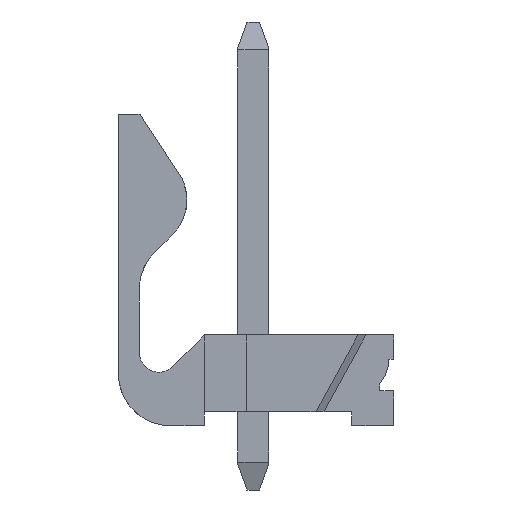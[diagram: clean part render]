
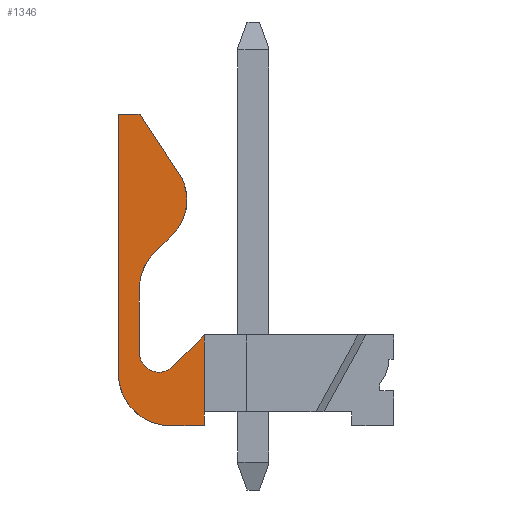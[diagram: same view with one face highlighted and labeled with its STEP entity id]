
A CAD part, left-side view. The second image highlights one B-rep face of the part: STEP entity #1346.
In plain terms, the highlighted free-form (B-spline) face has degree [1, 1] with [2, 2] control points.
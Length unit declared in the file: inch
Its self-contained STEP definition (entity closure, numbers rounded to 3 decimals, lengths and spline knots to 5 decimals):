
#1 = CARTESIAN_POINT ( 'NONE',  ( -0.078, 0.193, 0.075 ) ) ;
#39 = CARTESIAN_POINT ( 'NONE',  ( -0.078, 0.118, 0. ) ) ;
#67 = CARTESIAN_POINT ( 'NONE',  ( -0.078, 0.07, 0. ) ) ;
#75 = B_SPLINE_CURVE_WITH_KNOTS ( 'NONE', 1,
 ( #127, #2607 ),
 .UNSPECIFIED., .F., .F.,
 ( 2, 2 ),
 ( 0., 1. ),
 .UNSPECIFIED. ) ;
#87 = ORIENTED_EDGE ( 'NONE', *, *, #1179, .F. ) ;
#110 = CARTESIAN_POINT ( 'NONE',  ( -0.078, 0.163, 0.1046 ) ) ;
#127 = CARTESIAN_POINT ( 'NONE',  ( -0.078, 0.193, 0.446 ) ) ;
#152 =( BOUNDED_CURVE ( )  B_SPLINE_CURVE ( 3, ( #1372, #1133, #1859, #406 ),
 .UNSPECIFIED., .F., .F. ) 
 B_SPLINE_CURVE_WITH_KNOTS ( ( 4, 4 ),
 ( -0.78991, 0. ),
 .UNSPECIFIED. ) 
 CURVE ( )  GEOMETRIC_REPRESENTATION_ITEM ( )  RATIONAL_B_SPLINE_CURVE ( ( 1., 0.949, 0.949, 1. ) ) 
 REPRESENTATION_ITEM ( '' )  );
#205 = CARTESIAN_POINT ( 'NONE',  ( -0.078, 0.10648, 0.36141 ) ) ;
#236 = CARTESIAN_POINT ( 'NONE',  ( -0.078, 0.162, 0.446 ) ) ;
#257 = B_SPLINE_CURVE_WITH_KNOTS ( 'NONE', 3,
 ( #2139, #1191, #914, #3153, #3160, #205 ),
 .UNSPECIFIED., .F., .F.,
 ( 4, 2, 4 ),
 ( 0., 0.68537, 1.37074 ),
 .UNSPECIFIED. ) ;
#333 = VERTEX_POINT ( 'NONE', #918 ) ;
#336 = CARTESIAN_POINT ( 'NONE',  ( -0.078, 0.193, 0.075 ) ) ;
#372 = CARTESIAN_POINT ( 'NONE',  ( -0.078, 0.193, 0.03107 ) ) ;
#381 = CARTESIAN_POINT ( 'NONE',  ( -0.078, 0.163, 0.196 ) ) ;
#401 = B_SPLINE_CURVE_WITH_KNOTS ( 'NONE', 1,
 ( #938, #1951 ),
 .UNSPECIFIED., .F., .F.,
 ( 2, 2 ),
 ( 0., 1. ),
 .UNSPECIFIED. ) ;
#406 = CARTESIAN_POINT ( 'NONE',  ( -0.078, 0.163, 0.196 ) ) ;
#444 = VERTEX_POINT ( 'NONE', #2465 ) ;
#784 = EDGE_CURVE ( 'NONE', #2441, #2000, #2903, .T. ) ;
#800 = VERTEX_POINT ( 'NONE', #3117 ) ;
#856 = CARTESIAN_POINT ( 'NONE',  ( -0.078, 0.16193, 0. ) ) ;
#914 = CARTESIAN_POINT ( 'NONE',  ( -0.078, 0.09706, 0.29975 ) ) ;
#918 = CARTESIAN_POINT ( 'NONE',  ( -0.078, 0.07, 0.13 ) ) ;
#929 = VERTEX_POINT ( 'NONE', #2906 ) ;
#932 = B_SPLINE_CURVE_WITH_KNOTS ( 'NONE', 1,
 ( #2285, #1265 ),
 .UNSPECIFIED., .F., .F.,
 ( 2, 2 ),
 ( 0., 1. ),
 .UNSPECIFIED. ) ;
#938 = CARTESIAN_POINT ( 'NONE',  ( -0.078, 0.162, 0.446 ) ) ;
#945 = EDGE_CURVE ( 'NONE', #444, #800, #257, .T. ) ;
#949 = ORIENTED_EDGE ( 'NONE', *, *, #2870, .F. ) ;
#1029 = CARTESIAN_POINT ( 'NONE',  ( -0.078, 0.163, 0.196 ) ) ;
#1035 = ORIENTED_EDGE ( 'NONE', *, *, #2122, .F. ) ;
#1038 = CARTESIAN_POINT ( 'NONE',  ( -0.078, 0.07, 0.02 ) ) ;
#1055 = CARTESIAN_POINT ( 'NONE',  ( -0.078, 0.1152, 0.0848 ) ) ;
#1071 = VERTEX_POINT ( 'NONE', #2206 ) ;
#1084 = B_SPLINE_CURVE_WITH_KNOTS ( 'NONE', 1,
 ( #2219, #1816 ),
 .UNSPECIFIED., .F., .F.,
 ( 2, 2 ),
 ( 0., 1. ),
 .UNSPECIFIED. ) ;
#1133 = CARTESIAN_POINT ( 'NONE',  ( -0.078, 0.15541, 0.23396 ) ) ;
#1144 = CARTESIAN_POINT ( 'NONE',  ( -0.078, 0.193, 0.446 ) ) ;
#1148 = EDGE_CURVE ( 'NONE', #2117, #2114, #2144, .T. ) ;
#1179 = EDGE_CURVE ( 'NONE', #444, #929, #932, .T. ) ;
#1191 = CARTESIAN_POINT ( 'NONE',  ( -0.078, 0.10434, 0.28456 ) ) ;
#1200 = ORIENTED_EDGE ( 'NONE', *, *, #2755, .F. ) ;
#1212 = B_SPLINE_CURVE_WITH_KNOTS ( 'NONE', 1,
 ( #1055, #2052 ),
 .UNSPECIFIED., .F., .F.,
 ( 2, 2 ),
 ( 0., 1. ),
 .UNSPECIFIED. ) ;
#1265 = CARTESIAN_POINT ( 'NONE',  ( -0.078, 0.14139, 0.24785 ) ) ;
#1309 = CARTESIAN_POINT ( 'NONE',  ( -0.078, 0.1152, 0.0848 ) ) ;
#1346 = ADVANCED_FACE ( 'NONE', ( #1468 ), #1971, .F. ) ;
#1372 = CARTESIAN_POINT ( 'NONE',  ( -0.078, 0.14139, 0.24785 ) ) ;
#1425 = CARTESIAN_POINT ( 'NONE',  ( -0.078, 0.193, 0.446 ) ) ;
#1448 = VERTEX_POINT ( 'NONE', #3129 ) ;
#1468 = FACE_OUTER_BOUND ( 'NONE', #2997, .T. ) ;
#1485 = VERTEX_POINT ( 'NONE', #2383 ) ;
#1506 = ORIENTED_EDGE ( 'NONE', *, *, #3006, .F. ) ;
#1543 = ORIENTED_EDGE ( 'NONE', *, *, #945, .T. ) ;
#1571 = CARTESIAN_POINT ( 'NONE',  ( -0.078, 0.07, 0.02 ) ) ;
#1592 = CARTESIAN_POINT ( 'NONE',  ( -0.078, 0.118, 0. ) ) ;
#1597 = CARTESIAN_POINT ( 'NONE',  ( -0.078, 0.07, 0.13 ) ) ;
#1652 = ORIENTED_EDGE ( 'NONE', *, *, #1907, .F. ) ;
#1666 = ORIENTED_EDGE ( 'NONE', *, *, #784, .F. ) ;
#1673 = B_SPLINE_CURVE_WITH_KNOTS ( 'NONE', 1,
 ( #1038, #67 ),
 .UNSPECIFIED., .F., .F.,
 ( 2, 2 ),
 ( 0., 1. ),
 .UNSPECIFIED. ) ;
#1736 = CARTESIAN_POINT ( 'NONE',  ( -0.078, 0.163, 0.1046 ) ) ;
#1767 = ORIENTED_EDGE ( 'NONE', *, *, #2564, .F. ) ;
#1816 = CARTESIAN_POINT ( 'NONE',  ( -0.078, 0.193, 0.446 ) ) ;
#1859 = CARTESIAN_POINT ( 'NONE',  ( -0.078, 0.163, 0.21574 ) ) ;
#1876 = CARTESIAN_POINT ( 'NONE',  ( -0.078, 0.163, 0.07529 ) ) ;
#1881 = CARTESIAN_POINT ( 'NONE',  ( -0.078, 0.193, 0. ) ) ;
#1906 = B_SPLINE_CURVE_WITH_KNOTS ( 'NONE', 1,
 ( #2678, #39 ),
 .UNSPECIFIED., .F., .F.,
 ( 2, 2 ),
 ( 0., 1. ),
 .UNSPECIFIED. ) ;
#1907 = EDGE_CURVE ( 'NONE', #2710, #800, #401, .T. ) ;
#1951 = CARTESIAN_POINT ( 'NONE',  ( -0.078, 0.10648, 0.36141 ) ) ;
#1971 = B_SPLINE_SURFACE_WITH_KNOTS ( 'NONE', 1, 1, ( 
 ( #1881, #2097 ),
 ( #1144, #2137 ) ),
 .UNSPECIFIED., .F., .F., .F.,
 ( 2, 2 ),
 ( 2, 2 ),
 ( 0., 1. ),
 ( 0., 1. ),
 .UNSPECIFIED. ) ;
#1976 =( BOUNDED_CURVE ( )  B_SPLINE_CURVE ( 3, ( #110, #1876, #2392, #1309 ),
 .UNSPECIFIED., .F., .F. ) 
 B_SPLINE_CURVE_WITH_KNOTS ( ( 4, 4 ),
 ( -2.35619, 0. ),
 .UNSPECIFIED. ) 
 CURVE ( )  GEOMETRIC_REPRESENTATION_ITEM ( )  RATIONAL_B_SPLINE_CURVE ( ( 1., 0.588, 0.588, 1. ) ) 
 REPRESENTATION_ITEM ( '' )  );
#1984 = ORIENTED_EDGE ( 'NONE', *, *, #1148, .F. ) ;
#2000 = VERTEX_POINT ( 'NONE', #1 ) ;
#2036 = CARTESIAN_POINT ( 'NONE',  ( -0.078, 0.163, 0.1046 ) ) ;
#2040 = CARTESIAN_POINT ( 'NONE',  ( -0.078, 0.118, 0. ) ) ;
#2052 = CARTESIAN_POINT ( 'NONE',  ( -0.078, 0.07, 0.13 ) ) ;
#2097 = CARTESIAN_POINT ( 'NONE',  ( -0.078, 0.07, 0. ) ) ;
#2114 = VERTEX_POINT ( 'NONE', #1736 ) ;
#2117 = VERTEX_POINT ( 'NONE', #381 ) ;
#2122 = EDGE_CURVE ( 'NONE', #2000, #2666, #1084, .T. ) ;
#2137 = CARTESIAN_POINT ( 'NONE',  ( -0.078, 0.07, 0.446 ) ) ;
#2139 = CARTESIAN_POINT ( 'NONE',  ( -0.078, 0.11573, 0.27328 ) ) ;
#2144 = B_SPLINE_CURVE_WITH_KNOTS ( 'NONE', 1,
 ( #1029, #2036 ),
 .UNSPECIFIED., .F., .F.,
 ( 2, 2 ),
 ( 0., 1. ),
 .UNSPECIFIED. ) ;
#2206 = CARTESIAN_POINT ( 'NONE',  ( -0.078, 0.07, 0.02 ) ) ;
#2219 = CARTESIAN_POINT ( 'NONE',  ( -0.078, 0.193, 0.075 ) ) ;
#2235 = EDGE_CURVE ( 'NONE', #333, #1071, #2502, .T. ) ;
#2285 = CARTESIAN_POINT ( 'NONE',  ( -0.078, 0.11573, 0.27328 ) ) ;
#2309 = ORIENTED_EDGE ( 'NONE', *, *, #2776, .F. ) ;
#2349 = EDGE_CURVE ( 'NONE', #2114, #1448, #1976, .T. ) ;
#2383 = CARTESIAN_POINT ( 'NONE',  ( -0.078, 0.07, 0. ) ) ;
#2392 = CARTESIAN_POINT ( 'NONE',  ( -0.078, 0.13592, 0.06408 ) ) ;
#2441 = VERTEX_POINT ( 'NONE', #2040 ) ;
#2465 = CARTESIAN_POINT ( 'NONE',  ( -0.078, 0.11573, 0.27328 ) ) ;
#2478 = ORIENTED_EDGE ( 'NONE', *, *, #2349, .F. ) ;
#2502 = B_SPLINE_CURVE_WITH_KNOTS ( 'NONE', 1,
 ( #1597, #1571 ),
 .UNSPECIFIED., .F., .F.,
 ( 2, 2 ),
 ( 0., 1. ),
 .UNSPECIFIED. ) ;
#2564 = EDGE_CURVE ( 'NONE', #2666, #2710, #75, .T. ) ;
#2607 = CARTESIAN_POINT ( 'NONE',  ( -0.078, 0.162, 0.446 ) ) ;
#2666 = VERTEX_POINT ( 'NONE', #1425 ) ;
#2678 = CARTESIAN_POINT ( 'NONE',  ( -0.078, 0.07, 0. ) ) ;
#2710 = VERTEX_POINT ( 'NONE', #236 ) ;
#2755 = EDGE_CURVE ( 'NONE', #1485, #2441, #1906, .T. ) ;
#2776 = EDGE_CURVE ( 'NONE', #1448, #333, #1212, .T. ) ;
#2860 = ORIENTED_EDGE ( 'NONE', *, *, #2235, .F. ) ;
#2870 = EDGE_CURVE ( 'NONE', #1071, #1485, #1673, .T. ) ;
#2903 =( BOUNDED_CURVE ( )  B_SPLINE_CURVE ( 3, ( #1592, #856, #372, #336 ),
 .UNSPECIFIED., .F., .T. ) 
 B_SPLINE_CURVE_WITH_KNOTS ( ( 4, 4 ),
 ( -1.5708, 0. ),
 .UNSPECIFIED. ) 
 CURVE ( )  GEOMETRIC_REPRESENTATION_ITEM ( )  RATIONAL_B_SPLINE_CURVE ( ( 1., 0.805, 0.805, 1. ) ) 
 REPRESENTATION_ITEM ( '' )  );
#2906 = CARTESIAN_POINT ( 'NONE',  ( -0.078, 0.14139, 0.24785 ) ) ;
#2997 = EDGE_LOOP ( 'NONE', ( #2478, #1984, #1506, #87, #1543, #1652, #1767, #1035, #1666, #1200, #949, #2860, #2309 ) ) ;
#3006 = EDGE_CURVE ( 'NONE', #929, #2117, #152, .T. ) ;
#3117 = CARTESIAN_POINT ( 'NONE',  ( -0.078, 0.10648, 0.36141 ) ) ;
#3129 = CARTESIAN_POINT ( 'NONE',  ( -0.078, 0.1152, 0.0848 ) ) ;
#3153 = CARTESIAN_POINT ( 'NONE',  ( -0.078, 0.09371, 0.33164 ) ) ;
#3160 = CARTESIAN_POINT ( 'NONE',  ( -0.078, 0.09768, 0.34801 ) ) ;
